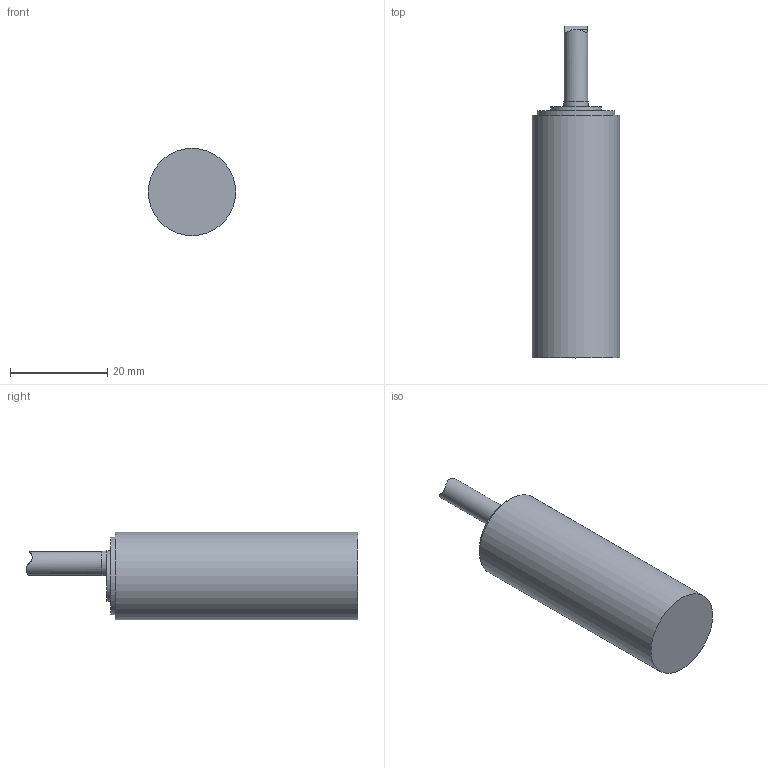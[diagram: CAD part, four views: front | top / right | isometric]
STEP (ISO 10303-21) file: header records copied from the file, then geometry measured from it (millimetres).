
FILE_DESCRIPTION(/* description */ (''),/* implementation_level */ '2;1');
FILE_NAME(/* name */ 'IA0185_Shrinkwrap_1.stp',/* time_stamp */ '2022-03-18T10:27:39+01:00',/* author */ ('Krieger Anja'),/* organization */ (''),/* preprocessor_version */ 'ST-DEVELOPER v18.1',/* originating_system */ 'Autodesk Inventor 2021',/* authorisation */ '');
FILE_SCHEMA (('AUTOMOTIVE_DESIGN { 1 0 10303 214 3 1 1 }'));
Length unit declared in the file: millimetre
Products named in the file (1): IA0185_Shrinkwrap_1
Bounding box: 18 x 68.43 x 18 mm (x, y, z)
Volume: 13295 mm3; surface area: 3662.2 mm2
Topology: 1 solids, 1 shells, 12 faces, 19 edges, 13 vertices
Faces by surface type: cylinder 7, plane 5
Full cylindrical faces by diameter (mm): 4.9 x1, 5 x1, 10.4 x1, 16 x1, 18 x1
Entity records: 428 total; most frequent: CARTESIAN_POINT 105, DIRECTION 50, ORIENTED_EDGE 38, AXIS2_PLACEMENT_3D 22, EDGE_CURVE 19, EDGE_LOOP 16, VERTEX_POINT 13, STYLED_ITEM 13
